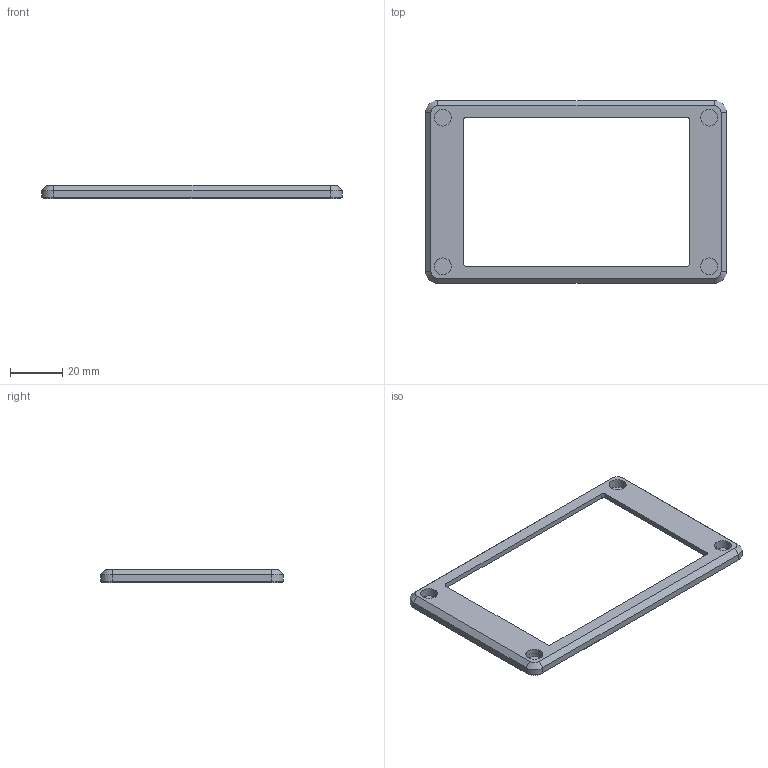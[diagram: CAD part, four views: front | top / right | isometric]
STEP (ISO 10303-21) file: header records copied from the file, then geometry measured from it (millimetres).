
FILE_DESCRIPTION(/* description */ (''),/* implementation_level */ '2;1');
FILE_NAME(/* name */ 'MKS TS35 Case Top.stp',/* time_stamp */ '2024-05-10T14:51:24+02:00',/* author */ ('bjoer'),/* organization */ (''),/* preprocessor_version */ 'ST-DEVELOPER v19.2',/* originating_system */ 'Autodesk Inventor 2024',/* authorisation */ '');
FILE_SCHEMA (('AUTOMOTIVE_DESIGN { 1 0 10303 214 3 1 1 }'));
Length unit declared in the file: millimetre
Products named in the file (1): MKS TS35 Case Top
Bounding box: 115 x 70 x 5 mm (x, y, z)
Volume: 7779.4 mm3; surface area: 9567.8 mm2
Topology: 1 solids, 1 shells, 68 faces, 160 edges, 104 vertices
Faces by surface type: plane 40, cylinder 24, cone 4
Full cylindrical faces by diameter (mm): 3.5 x4, 6.5 x4
Entity records: 1999 total; most frequent: DIRECTION 350, CARTESIAN_POINT 333, ORIENTED_EDGE 320, EDGE_CURVE 160, AXIS2_PLACEMENT_3D 121, LINE 108, VECTOR 108, VERTEX_POINT 104
